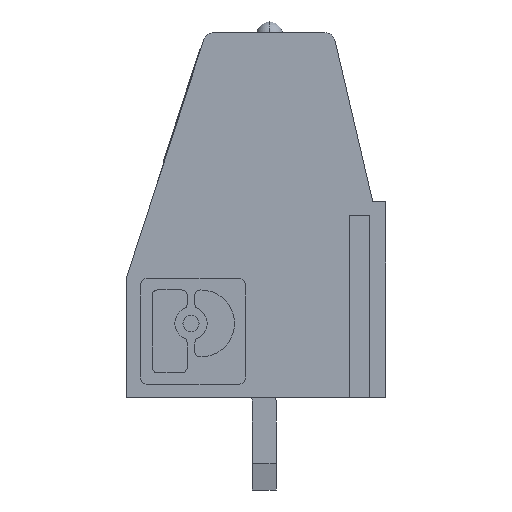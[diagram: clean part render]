
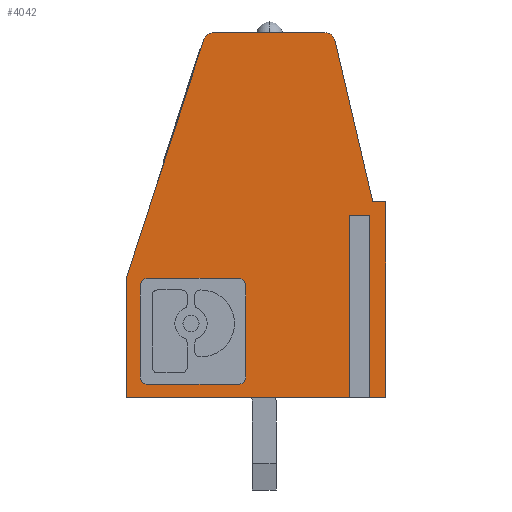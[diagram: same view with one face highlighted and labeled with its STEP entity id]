
A CAD part, left-side view. The second image highlights one B-rep face of the part: STEP entity #4042.
In plain terms, the highlighted planar face has unit normal (-1, 0, 0).
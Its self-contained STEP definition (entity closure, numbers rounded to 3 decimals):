
#4042=ADVANCED_FACE('',(#8208,#8209),#8210,.F.);
#8208=FACE_OUTER_BOUND('',#12470,.T.);
#8209=FACE_BOUND('',#12471,.T.);
#8210=PLANE('',#12472);
#12470=EDGE_LOOP('',(#25533,#25534,#25535,#25536,#25537,#25538,#25539,#25540,#25541,#25542,#25543,#25544,#25545));
#12471=EDGE_LOOP('',(#25546,#25547,#25548,#25549,#25550,#25551,#25552,#25553));
#12472=AXIS2_PLACEMENT_3D('',#25554,#25555,#25556);
#25533=ORIENTED_EDGE('',*,*,#30813,.F.);
#25534=ORIENTED_EDGE('',*,*,#30834,.F.);
#25535=ORIENTED_EDGE('',*,*,#30892,.F.);
#25536=ORIENTED_EDGE('',*,*,#30822,.F.);
#25537=ORIENTED_EDGE('',*,*,#30906,.F.);
#25538=ORIENTED_EDGE('',*,*,#30907,.F.);
#25539=ORIENTED_EDGE('',*,*,#30817,.F.);
#25540=ORIENTED_EDGE('',*,*,#30908,.F.);
#25541=ORIENTED_EDGE('',*,*,#30868,.T.);
#25542=ORIENTED_EDGE('',*,*,#30678,.T.);
#25543=ORIENTED_EDGE('',*,*,#30840,.F.);
#25544=ORIENTED_EDGE('',*,*,#30909,.F.);
#25545=ORIENTED_EDGE('',*,*,#30874,.T.);
#25546=ORIENTED_EDGE('',*,*,#30910,.F.);
#25547=ORIENTED_EDGE('',*,*,#30911,.T.);
#25548=ORIENTED_EDGE('',*,*,#30912,.F.);
#25549=ORIENTED_EDGE('',*,*,#30913,.T.);
#25550=ORIENTED_EDGE('',*,*,#30914,.F.);
#25551=ORIENTED_EDGE('',*,*,#30915,.T.);
#25552=ORIENTED_EDGE('',*,*,#30916,.F.);
#25553=ORIENTED_EDGE('',*,*,#30917,.T.);
#25554=CARTESIAN_POINT('',(0.,63.53,-39.429));
#25555=DIRECTION('',(1.0,0.0,-0.0));
#25556=DIRECTION('',(-0.0,1.0,0.0));
#30678=EDGE_CURVE('',#37992,#37990,#37993,.T.);
#30813=EDGE_CURVE('',#38189,#38191,#38192,.T.);
#30817=EDGE_CURVE('',#38195,#38197,#38198,.T.);
#30822=EDGE_CURVE('',#38203,#38201,#38205,.T.);
#30834=EDGE_CURVE('',#38222,#38189,#38224,.T.);
#30840=EDGE_CURVE('',#38232,#37990,#38234,.T.);
#30868=EDGE_CURVE('',#38275,#37992,#38276,.T.);
#30874=EDGE_CURVE('',#38283,#38191,#38284,.T.);
#30892=EDGE_CURVE('',#38201,#38222,#38305,.T.);
#30906=EDGE_CURVE('',#38322,#38203,#38323,.T.);
#30907=EDGE_CURVE('',#38197,#38322,#38324,.T.);
#30908=EDGE_CURVE('',#38275,#38195,#38325,.T.);
#30909=EDGE_CURVE('',#38283,#38232,#38326,.T.);
#30910=EDGE_CURVE('',#38327,#38328,#38329,.T.);
#30911=EDGE_CURVE('',#38327,#38330,#38331,.T.);
#30912=EDGE_CURVE('',#38332,#38330,#38333,.T.);
#30913=EDGE_CURVE('',#38332,#38334,#38335,.T.);
#30914=EDGE_CURVE('',#38336,#38334,#38337,.T.);
#30915=EDGE_CURVE('',#38336,#38338,#38339,.T.);
#30916=EDGE_CURVE('',#38340,#38338,#38341,.T.);
#30917=EDGE_CURVE('',#38340,#38328,#38342,.T.);
#37990=VERTEX_POINT('',#49660);
#37992=VERTEX_POINT('',#49663);
#37993=LINE('',#49664,#49665);
#38189=VERTEX_POINT('',#49949);
#38191=VERTEX_POINT('',#49952);
#38192=LINE('',#49953,#49954);
#38195=VERTEX_POINT('',#49958);
#38197=VERTEX_POINT('',#49961);
#38198=LINE('',#49962,#49963);
#38201=VERTEX_POINT('',#49967);
#38203=VERTEX_POINT('',#49970);
#38205=LINE('',#49973,#49974);
#38222=VERTEX_POINT('',#49998);
#38224=LINE('',#50001,#50002);
#38232=VERTEX_POINT('',#50014);
#38234=LINE('',#50017,#50018);
#38275=VERTEX_POINT('',#50080);
#38276=LINE('',#50081,#50082);
#38283=VERTEX_POINT('',#50093);
#38284=LINE('',#50094,#50095);
#38305=LINE('',#50126,#50127);
#38322=VERTEX_POINT('',#50152);
#38323=LINE('',#50153,#50154);
#38324=CIRCLE('',#50155,0.4);
#38325=CIRCLE('',#50156,0.4);
#38326=LINE('',#50157,#50158);
#38327=VERTEX_POINT('',#50159);
#38328=VERTEX_POINT('',#50160);
#38329=CIRCLE('',#50161,0.281);
#38330=VERTEX_POINT('',#50162);
#38331=LINE('',#50163,#50164);
#38332=VERTEX_POINT('',#50165);
#38333=CIRCLE('',#50166,0.281);
#38334=VERTEX_POINT('',#50167);
#38335=LINE('',#50168,#50169);
#38336=VERTEX_POINT('',#50170);
#38337=CIRCLE('',#50171,0.281);
#38338=VERTEX_POINT('',#50172);
#38339=LINE('',#50173,#50174);
#38340=VERTEX_POINT('',#50175);
#38341=CIRCLE('',#50176,0.281);
#38342=LINE('',#50177,#50178);
#49660=CARTESIAN_POINT('',(0.,9.8,0.0));
#49663=CARTESIAN_POINT('',(0.,9.8,4.567));
#49664=CARTESIAN_POINT('',(0.,9.8,-39.429));
#49665=VECTOR('',#54447,1.0);
#49949=CARTESIAN_POINT('',(0.,0.793,0.0));
#49952=CARTESIAN_POINT('',(0.,0.793,6.9));
#49953=CARTESIAN_POINT('',(0.,0.793,-39.429));
#49954=VECTOR('',#54567,1.0);
#49958=CARTESIAN_POINT('',(0.,6.509,13.8));
#49961=CARTESIAN_POINT('',(0.,2.317,13.8));
#49962=CARTESIAN_POINT('',(0.,2.4,13.8));
#49963=VECTOR('',#54570,1.0);
#49967=CARTESIAN_POINT('',(0.,0.0,7.4));
#49970=CARTESIAN_POINT('',(0.,0.5,7.4));
#49973=CARTESIAN_POINT('',(0.,0.5,7.4));
#49974=VECTOR('',#54574,1.0);
#49998=CARTESIAN_POINT('',(0.,0.0,0.0));
#50001=CARTESIAN_POINT('',(0.,9.1,0.0));
#50002=VECTOR('',#54583,1.0);
#50014=CARTESIAN_POINT('',(0.,1.207,0.0));
#50017=CARTESIAN_POINT('',(0.,9.1,0.0));
#50018=VECTOR('',#54589,1.0);
#50080=CARTESIAN_POINT('',(0.,6.89,13.524));
#50081=CARTESIAN_POINT('',(0.,6.89,13.524));
#50082=VECTOR('',#54614,1.0);
#50093=CARTESIAN_POINT('',(0.,1.207,6.9));
#50094=CARTESIAN_POINT('',(0.,63.53,6.9));
#50095=VECTOR('',#54619,1.0);
#50126=CARTESIAN_POINT('',(0.,0.0,1.6));
#50127=VECTOR('',#54633,1.0);
#50152=CARTESIAN_POINT('',(0.,1.928,13.491));
#50153=CARTESIAN_POINT('',(0.,1.928,13.491));
#50154=VECTOR('',#54642,1.0);
#50155=AXIS2_PLACEMENT_3D('',#54643,#54644,#54645);
#50156=AXIS2_PLACEMENT_3D('',#54646,#54647,#54648);
#50157=CARTESIAN_POINT('',(0.,1.207,-39.429));
#50158=VECTOR('',#54649,1.0);
#50159=CARTESIAN_POINT('',(0.,9.3,0.781));
#50160=CARTESIAN_POINT('',(0.,9.019,0.5));
#50161=AXIS2_PLACEMENT_3D('',#54650,#54651,#54652);
#50162=CARTESIAN_POINT('',(0.,9.3,4.219));
#50163=CARTESIAN_POINT('',(0.,9.3,5.046));
#50164=VECTOR('',#54653,1.0);
#50165=CARTESIAN_POINT('',(0.,9.019,4.5));
#50166=AXIS2_PLACEMENT_3D('',#54654,#54655,#54656);
#50167=CARTESIAN_POINT('',(0.,5.581,4.5));
#50168=CARTESIAN_POINT('',(0.,4.89,4.5));
#50169=VECTOR('',#54657,1.0);
#50170=CARTESIAN_POINT('',(0.,5.3,4.219));
#50171=AXIS2_PLACEMENT_3D('',#54658,#54659,#54660);
#50172=CARTESIAN_POINT('',(0.,5.3,0.781));
#50173=CARTESIAN_POINT('',(0.,5.3,5.046));
#50174=VECTOR('',#54661,1.0);
#50175=CARTESIAN_POINT('',(0.,5.581,0.5));
#50176=AXIS2_PLACEMENT_3D('',#54662,#54663,#54664);
#50177=CARTESIAN_POINT('',(0.,4.89,0.5));
#50178=VECTOR('',#54665,1.0);
#54447=DIRECTION('',(0.0,0.0,-1.0));
#54567=DIRECTION('',(0.0,0.0,1.0));
#54570=DIRECTION('',(0.0,-1.0,0.0));
#54574=DIRECTION('',(0.0,-1.0,0.0));
#54583=DIRECTION('',(0.0,1.0,0.0));
#54589=DIRECTION('',(0.0,1.0,0.0));
#54614=DIRECTION('',(0.0,0.309,-0.951));
#54619=DIRECTION('',(0.0,-1.0,0.0));
#54633=DIRECTION('',(0.0,0.0,-1.0));
#54642=DIRECTION('',(0.0,-0.228,-0.974));
#54643=CARTESIAN_POINT('',(0.,2.317,13.4));
#54644=DIRECTION('',(1.0,0.0,0.0));
#54645=DIRECTION('',(0.0,1.0,0.0));
#54646=CARTESIAN_POINT('',(0.,6.509,13.4));
#54647=DIRECTION('',(1.0,0.0,0.0));
#54648=DIRECTION('',(0.0,1.0,0.0));
#54649=DIRECTION('',(0.0,0.0,-1.0));
#54650=CARTESIAN_POINT('',(0.,9.019,0.781));
#54651=DIRECTION('',(-1.0,0.0,0.0));
#54652=DIRECTION('',(0.0,1.0,0.));
#54653=DIRECTION('',(0.0,0.,1.0));
#54654=CARTESIAN_POINT('',(0.,9.019,4.219));
#54655=DIRECTION('',(-1.0,0.0,0.0));
#54656=DIRECTION('',(0.0,0.,1.0));
#54657=DIRECTION('',(0.0,-1.0,0.));
#54658=CARTESIAN_POINT('',(0.,5.581,4.219));
#54659=DIRECTION('',(-1.0,0.0,0.0));
#54660=DIRECTION('',(0.0,-1.0,0.));
#54661=DIRECTION('',(0.0,0.,-1.0));
#54662=CARTESIAN_POINT('',(0.,5.581,0.781));
#54663=DIRECTION('',(-1.0,-0.0,0.0));
#54664=DIRECTION('',(0.0,0.,-1.0));
#54665=DIRECTION('',(0.0,1.0,0.));
